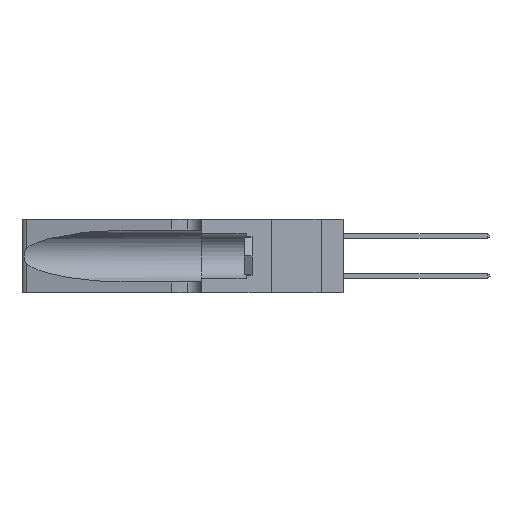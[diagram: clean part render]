
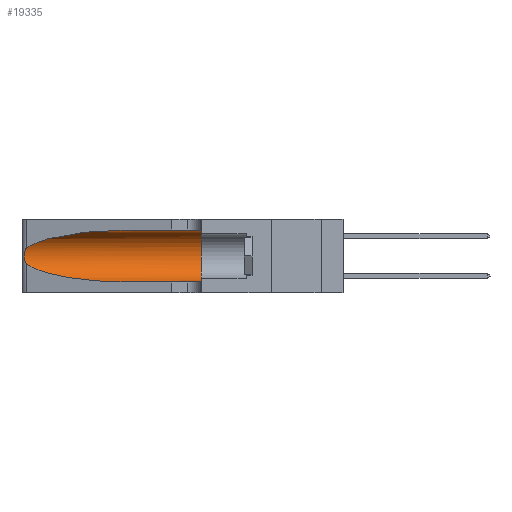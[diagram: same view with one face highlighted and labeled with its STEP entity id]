
A CAD part, left-side view. The second image highlights one B-rep face of the part: STEP entity #19335.
In plain terms, the highlighted cylindrical face has radius 3.308 mm (diameter 6.617 mm), a partial arc.
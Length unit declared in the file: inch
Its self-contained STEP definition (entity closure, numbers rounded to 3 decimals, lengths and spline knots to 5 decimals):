
#460 = CIRCLE ( 'NONE', #2746, 0.13025 ) ;
#1768 = CARTESIAN_POINT ( 'NONE',  ( 0.26075, 1.23896, 0.19203 ) ) ;
#2588 = DIRECTION ( 'NONE',  ( 0., 1., 0. ) ) ;
#2705 = CARTESIAN_POINT ( 'NONE',  ( 0.25487, 1.22718, 0.22369 ) ) ;
#2746 = AXIS2_PLACEMENT_3D ( 'NONE', #18309, #2588, #18023 ) ;
#3005 = CARTESIAN_POINT ( 'NONE',  ( 0.25487, 1.22718, 0.14631 ) ) ;
#3244 = CARTESIAN_POINT ( 'NONE',  ( 0.2373, 1.15595, 0.28018 ) ) ;
#4436 = EDGE_LOOP ( 'NONE', ( #38025, #32186, #9565, #30500, #30612, #11269 ) ) ;
#4594 = CARTESIAN_POINT ( 'NONE',  ( 0.25555, 1.22993, 0.14849 ) ) ;
#5116 = CARTESIAN_POINT ( 'NONE',  ( 0.25487, 1.22718, 0.22369 ) ) ;
#5127 = CARTESIAN_POINT ( 'NONE',  ( 0.1305, 0.72297, 0.05475 ) ) ;
#5394 = VERTEX_POINT ( 'NONE', #32435 ) ;
#5962 = AXIS2_PLACEMENT_3D ( 'NONE', #11873, #23941, #8531 ) ;
#6522 = LINE ( 'NONE', #34559, #23310 ) ;
#6748 = B_SPLINE_CURVE_WITH_KNOTS ( 'NONE', 3,
 ( #20163, #25950, #7566, #31855, #13745, #35198, #1768, #16794, #23257, #28902, #16521, #22716, #4594, #26083 ),
 .UNSPECIFIED., .F., .F.,
 ( 4, 2, 2, 2, 2, 2, 4 ),
 ( 0., 0.00027, 0.00053, 0.00107, 0.0016, 0.00187, 0.00214 ),
 .UNSPECIFIED. ) ;
#7566 = CARTESIAN_POINT ( 'NONE',  ( 0.25639, 1.23184, 0.21858 ) ) ;
#8521 = CYLINDRICAL_SURFACE ( 'NONE', #5962, 0.13025 ) ;
#8531 = DIRECTION ( 'NONE',  ( 0., 0., -1. ) ) ;
#9565 = ORIENTED_EDGE ( 'NONE', *, *, #30074, .T. ) ;
#10033 = DIRECTION ( 'NONE',  ( 0., -1., 0. ) ) ;
#11269 = ORIENTED_EDGE ( 'NONE', *, *, #22574, .F. ) ;
#11507 =( BOUNDED_CURVE ( )  B_SPLINE_CURVE ( 3, ( #3005, #27592, #36947, #21651 ),
 .UNSPECIFIED., .F., .F. ) 
 B_SPLINE_CURVE_WITH_KNOTS ( ( 4, 4 ),
 ( 3.44316, 4.71239 ),
 .UNSPECIFIED. ) 
 CURVE ( )  GEOMETRIC_REPRESENTATION_ITEM ( )  RATIONAL_B_SPLINE_CURVE ( ( 1., 0.87, 0.87, 1. ) ) 
 REPRESENTATION_ITEM ( '' )  );
#11873 = CARTESIAN_POINT ( 'NONE',  ( 0.1305, 1.61858, 0.185 ) ) ;
#13342 = VERTEX_POINT ( 'NONE', #5116 ) ;
#13745 = CARTESIAN_POINT ( 'NONE',  ( 0.25854, 1.2359, 0.20912 ) ) ;
#13900 =( BOUNDED_CURVE ( )  B_SPLINE_CURVE ( 3, ( #15584, #36787, #3244, #2705 ),
 .UNSPECIFIED., .F., .F. ) 
 B_SPLINE_CURVE_WITH_KNOTS ( ( 4, 4 ),
 ( 1.5708, 2.84003 ),
 .UNSPECIFIED. ) 
 CURVE ( )  GEOMETRIC_REPRESENTATION_ITEM ( )  RATIONAL_B_SPLINE_CURVE ( ( 1., 0.87, 0.87, 1. ) ) 
 REPRESENTATION_ITEM ( '' )  );
#14721 = LINE ( 'NONE', #20941, #28188 ) ;
#15584 = CARTESIAN_POINT ( 'NONE',  ( 0.1305, 0.72297, 0.31525 ) ) ;
#16521 = CARTESIAN_POINT ( 'NONE',  ( 0.25789, 1.23486, 0.15765 ) ) ;
#16607 = EDGE_CURVE ( 'NONE', #13342, #38334, #6748, .T. ) ;
#16794 = CARTESIAN_POINT ( 'NONE',  ( 0.26075, 1.23896, 0.178 ) ) ;
#16903 = CARTESIAN_POINT ( 'NONE',  ( 0.25487, 1.22718, 0.14631 ) ) ;
#18023 = DIRECTION ( 'NONE',  ( 0., 0., 1. ) ) ;
#18309 = CARTESIAN_POINT ( 'NONE',  ( 0.1305, 0.35, 0.185 ) ) ;
#19183 = EDGE_CURVE ( 'NONE', #35566, #28726, #14721, .T. ) ;
#19335 = ADVANCED_FACE ( 'NONE', ( #33448 ), #8521, .F. ) ;
#20163 = CARTESIAN_POINT ( 'NONE',  ( 0.25487, 1.22718, 0.22369 ) ) ;
#20418 = EDGE_CURVE ( 'NONE', #22100, #13342, #13900, .T. ) ;
#20941 = CARTESIAN_POINT ( 'NONE',  ( 0.1305, 1.61858, 0.05475 ) ) ;
#21067 = DIRECTION ( 'NONE',  ( 0., -1., 0. ) ) ;
#21651 = CARTESIAN_POINT ( 'NONE',  ( 0.1305, 0.72297, 0.05475 ) ) ;
#22100 = VERTEX_POINT ( 'NONE', #38568 ) ;
#22574 = EDGE_CURVE ( 'NONE', #22100, #5394, #6522, .T. ) ;
#22716 = CARTESIAN_POINT ( 'NONE',  ( 0.25639, 1.23186, 0.15144 ) ) ;
#23257 = CARTESIAN_POINT ( 'NONE',  ( 0.26017, 1.23833, 0.17102 ) ) ;
#23310 = VECTOR ( 'NONE', #10033, 39.37008 ) ;
#23941 = DIRECTION ( 'NONE',  ( 0., -1., 0. ) ) ;
#25950 = CARTESIAN_POINT ( 'NONE',  ( 0.25555, 1.22994, 0.2215 ) ) ;
#26083 = CARTESIAN_POINT ( 'NONE',  ( 0.25487, 1.22718, 0.14631 ) ) ;
#27592 = CARTESIAN_POINT ( 'NONE',  ( 0.2373, 1.15595, 0.08982 ) ) ;
#28174 = CARTESIAN_POINT ( 'NONE',  ( 0.1305, 0.35, 0.05475 ) ) ;
#28188 = VECTOR ( 'NONE', #21067, 39.37008 ) ;
#28726 = VERTEX_POINT ( 'NONE', #28174 ) ;
#28902 = CARTESIAN_POINT ( 'NONE',  ( 0.25856, 1.23593, 0.16098 ) ) ;
#30074 = EDGE_CURVE ( 'NONE', #38334, #35566, #11507, .T. ) ;
#30500 = ORIENTED_EDGE ( 'NONE', *, *, #19183, .T. ) ;
#30612 = ORIENTED_EDGE ( 'NONE', *, *, #37914, .F. ) ;
#31855 = CARTESIAN_POINT ( 'NONE',  ( 0.25787, 1.23484, 0.2124 ) ) ;
#32186 = ORIENTED_EDGE ( 'NONE', *, *, #16607, .T. ) ;
#32435 = CARTESIAN_POINT ( 'NONE',  ( 0.1305, 0.35, 0.31525 ) ) ;
#33448 = FACE_OUTER_BOUND ( 'NONE', #4436, .T. ) ;
#34559 = CARTESIAN_POINT ( 'NONE',  ( 0.1305, 1.61858, 0.31525 ) ) ;
#35198 = CARTESIAN_POINT ( 'NONE',  ( 0.26018, 1.23835, 0.19895 ) ) ;
#35566 = VERTEX_POINT ( 'NONE', #5127 ) ;
#36787 = CARTESIAN_POINT ( 'NONE',  ( 0.18966, 0.96281, 0.31525 ) ) ;
#36947 = CARTESIAN_POINT ( 'NONE',  ( 0.18966, 0.96281, 0.05475 ) ) ;
#37914 = EDGE_CURVE ( 'NONE', #5394, #28726, #460, .T. ) ;
#38025 = ORIENTED_EDGE ( 'NONE', *, *, #20418, .T. ) ;
#38334 = VERTEX_POINT ( 'NONE', #16903 ) ;
#38568 = CARTESIAN_POINT ( 'NONE',  ( 0.1305, 0.72297, 0.31525 ) ) ;
